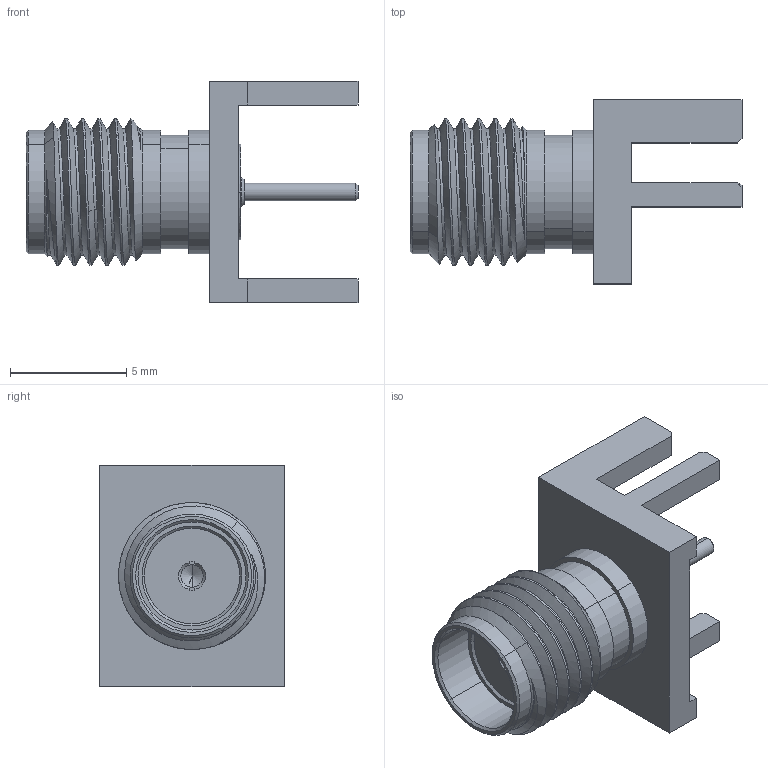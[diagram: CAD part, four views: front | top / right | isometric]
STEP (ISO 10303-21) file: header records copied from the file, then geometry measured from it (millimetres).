
FILE_DESCRIPTION((''),'2;1');
FILE_NAME('SMA6251A1-019-3GT50G','2018-12-18T',('Kaviyarasan'),(''),'CREO PARAMETRIC BY PTC INC, 2017020','CREO PARAMETRIC BY PTC INC, 2017020','');
FILE_SCHEMA(('CONFIG_CONTROL_DESIGN'));
Length unit declared in the file: inch
Products named in the file (1): SMA6251A1-019-3GT50G
Bounding box: 14.28 x 7.92 x 9.52 mm (x, y, z)
Volume: 285.6 mm3; surface area: 546.6 mm2
Topology: 1 solids, 1 shells, 92 faces, 230 edges, 147 vertices
Faces by surface type: plane 40, cylinder 28, cone 18, bspline 6
Entity records: 5442 total; most frequent: CARTESIAN_POINT 3238, ORIENTED_EDGE 456, DIRECTION 430, EDGE_CURVE 228, AXIS2_PLACEMENT_3D 149, VERTEX_POINT 147, VECTOR 132, LINE 132
